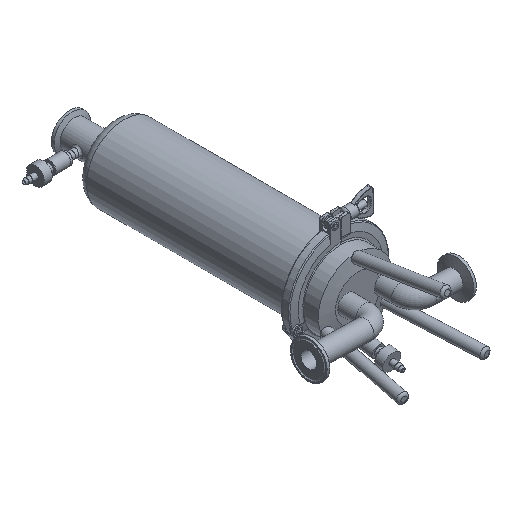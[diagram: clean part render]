
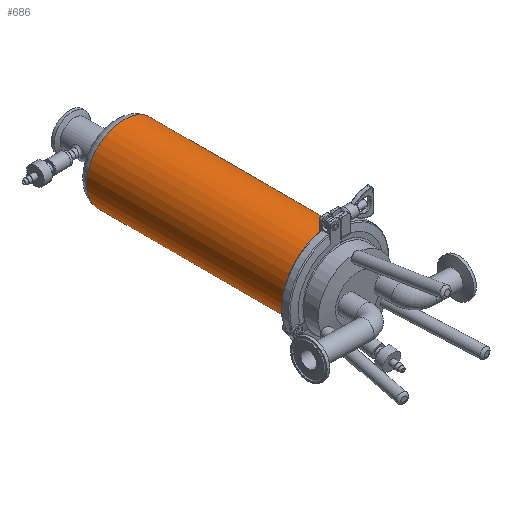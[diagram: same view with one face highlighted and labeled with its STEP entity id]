
A CAD part, isometric view. The second image highlights one B-rep face of the part: STEP entity #686.
In plain terms, the highlighted cylindrical face has radius 50.8 mm (diameter 101.6 mm), a full revolution.
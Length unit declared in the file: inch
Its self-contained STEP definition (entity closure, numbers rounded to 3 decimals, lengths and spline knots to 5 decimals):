
#652=CARTESIAN_POINT('',(2.,-0.91223,0.0));
#653=VERTEX_POINT('',#652);
#654=CARTESIAN_POINT('',(0.0,-0.91223,0.0));
#655=DIRECTION('',(0.0,-1.0,0.0));
#656=DIRECTION('',(1.0,0.0,0.0));
#657=AXIS2_PLACEMENT_3D('',#654,#655,#656);
#658=CIRCLE('',#657,2.);
#659=EDGE_CURVE('',#653,#653,#658,.T.);
#667=CARTESIAN_POINT('',(0.0,-6.54111,0.0));
#668=DIRECTION('',(0.0,-1.0,0.0));
#669=DIRECTION('',(1.0,0.0,0.0));
#670=AXIS2_PLACEMENT_3D('',#667,#668,#669);
#671=CYLINDRICAL_SURFACE('',#670,2.0);
#672=CARTESIAN_POINT('',(2.0,-12.17,0.0));
#673=VERTEX_POINT('',#672);
#674=CARTESIAN_POINT('',(0.0,-12.17,0.0));
#675=DIRECTION('',(0.0,-1.0,0.0));
#676=DIRECTION('',(1.0,0.0,0.0));
#677=AXIS2_PLACEMENT_3D('',#674,#675,#676);
#678=CIRCLE('',#677,2.0);
#679=EDGE_CURVE('',#673,#673,#678,.T.);
#680=ORIENTED_EDGE('',*,*,#679,.F.);
#681=EDGE_LOOP('',(#680));
#682=FACE_OUTER_BOUND('',#681,.T.);
#683=ORIENTED_EDGE('',*,*,#659,.T.);
#684=EDGE_LOOP('',(#683));
#685=FACE_BOUND('',#684,.T.);
#686=ADVANCED_FACE('',(#682,#685),#671,.T.);
